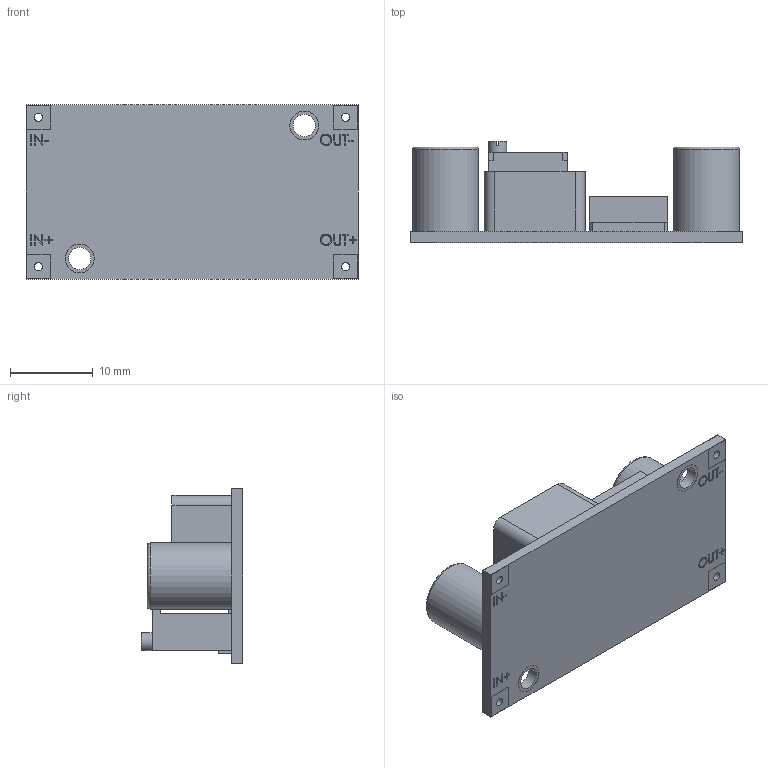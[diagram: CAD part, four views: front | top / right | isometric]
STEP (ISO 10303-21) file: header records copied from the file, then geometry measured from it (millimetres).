
FILE_DESCRIPTION(/* description */ (''),/* implementation_level */ '2;1');
FILE_NAME(/* name */ 'dc-dc.step',/* time_stamp */ '2021-06-12T19:48:12+05:00',/* author */ (''),/* organization */ (''),/* preprocessor_version */ 'ST-DEVELOPER v18.1',/* originating_system */ 'Autodesk Translation Framework v10.9.0.1377',/* authorisation */ '');
FILE_SCHEMA (('AUTOMOTIVE_DESIGN { 1 0 10303 214 3 1 1 }'));
Length unit declared in the file: millimetre
Products named in the file (1): Step Up
Bounding box: 40.2 x 12.25 x 21.1 mm (x, y, z)
Volume: 3984.8 mm3; surface area: 3385.4 mm2
Topology: 3 solids, 3 shells, 720 faces, 1882 edges, 1225 vertices
Faces by surface type: plane 420, bspline 241, cylinder 39, torus 20
Full cylindrical faces by diameter (mm): 1 x4, 2.2 x1, 2.7 x2, 3.5 x4, 8 x2
Entity records: 31867 total; most frequent: CARTESIAN_POINT 14925, ORIENTED_EDGE 3764, DIRECTION 2461, EDGE_CURVE 1882, LINE 1267, VECTOR 1267, VERTEX_POINT 1225, EDGE_LOOP 799
